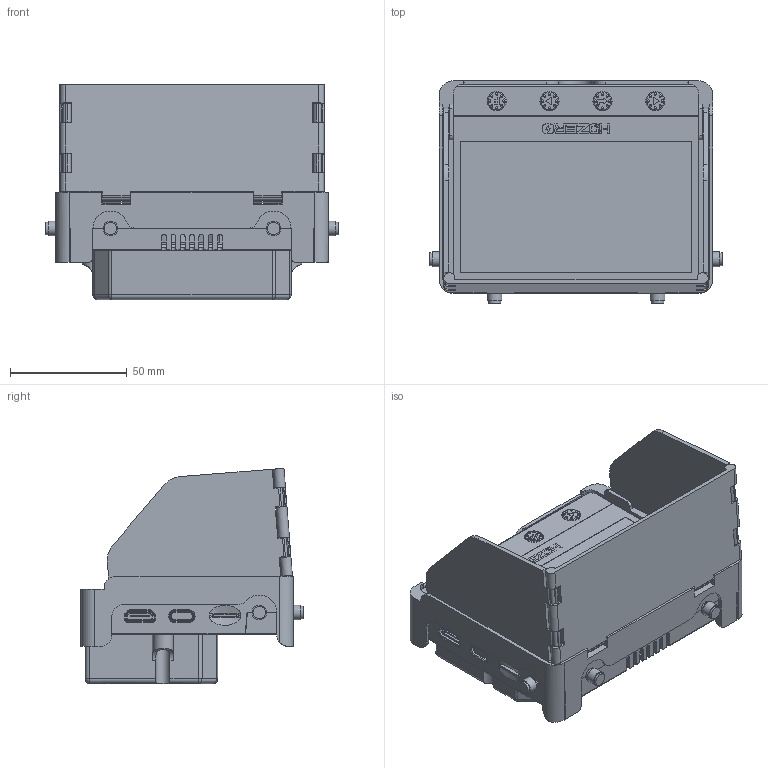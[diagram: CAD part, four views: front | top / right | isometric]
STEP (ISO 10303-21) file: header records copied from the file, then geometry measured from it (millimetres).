
FILE_DESCRIPTION(/* description */ (''),/* implementation_level */ '2;1');
FILE_NAME(/* name */ '20231117.stp',/* time_stamp */ '2023-11-17T17:44:37+08:00',/* author */ (''),/* organization */ (''),/* preprocessor_version */ 'ST-DEVELOPER v16.7',/* originating_system */ 'SIEMENS PLM Software NX 12.0',/* authorisation */ '');
FILE_SCHEMA (('AUTOMOTIVE_DESIGN { 1 0 10303 214 3 1 1 1 }'));
Products named in the file (1): fanw3D3054CE9hl8
Bounding box: 125.5 x 95.3 x 92.32 mm (x, y, z)
Volume: 193804.7 mm3; surface area: 191544 mm2
Topology: 38 solids, 39 shells, 2097 faces, 5796 edges, 3829 vertices
Faces by surface type: plane 1249, cylinder 701, sphere 42, bspline 37, cone 36, torus 32
Full cylindrical faces by diameter (mm): 1 x2, 1.5 x11, 1.6 x8, 1.9 x4, 2 x22, 2.1 x1, 2.2 x4, 2.3 x4, 2.4 x4, 2.5 x6, 3 x6, 3.5 x15, 3.8 x4, 4 x12, 5 x2, 5.2 x1, 5.4 x8, 5.5 x3, 6 x2, 6.3 x5, 6.5 x1, 6.6 x4, 8 x2
Entity records: 66803 total; most frequent: CARTESIAN_POINT 13052, DIRECTION 11098, ORIENTED_EDGE 10878, EDGE_CURVE 5439, LINE 3714, VECTOR 3714, AXIS2_PLACEMENT_3D 3692, VERTEX_POINT 3688
